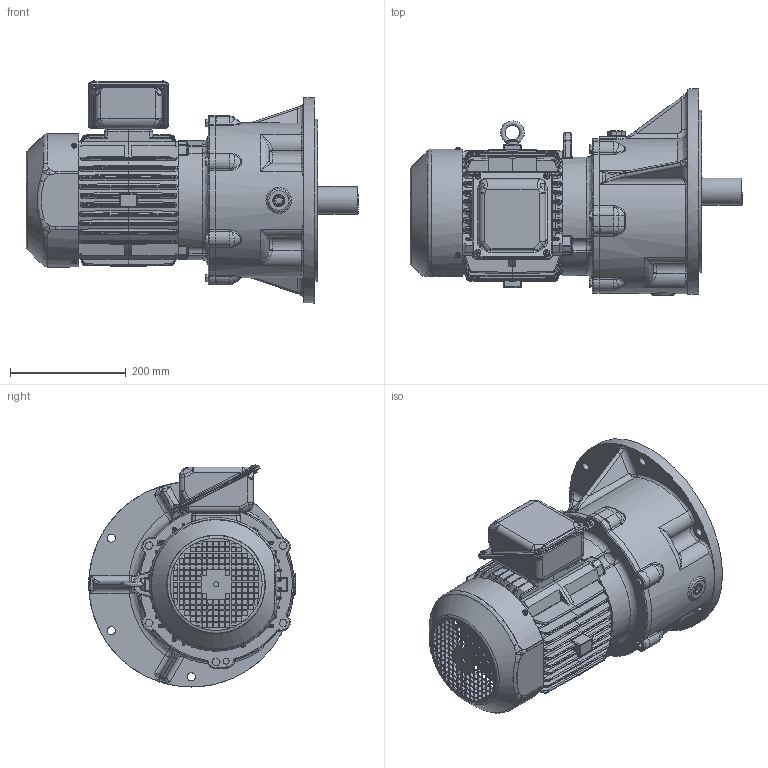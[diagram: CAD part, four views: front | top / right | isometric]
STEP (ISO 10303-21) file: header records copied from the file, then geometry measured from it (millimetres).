
FILE_DESCRIPTION (( 'STEP AP214' ), '1' );
FILE_NAME ('EK2DO07134H001_RPV_3.7KW.R40.stp', '2022-06-23T07:52:25', ( 'Windows 餌辨濠' ), ( '' ), 'SwSTEP 2.0', 'SolidWorks 2021', '' );
FILE_SCHEMA (( 'AUTOMOTIVE_DESIGN' ));
Length unit declared in the file: millimetre
Products named in the file (1): EK2DO07134H001_RPV_3.7KW.R40
Bounding box: 574 x 357.18 x 383.92 mm (x, y, z)
Volume: 20840873.9 mm3; surface area: 1300581.7 mm2
Topology: 26 solids, 26 shells, 3772 faces, 9935 edges, 6254 vertices
Faces by surface type: cylinder 1383, plane 1381, bspline 880, cone 128
Full cylindrical faces by diameter (mm): 1.5 x1, 2.6 x4, 4.917 x4, 5 x7, 6 x4, 6.647 x12, 7 x12, 7.7 x1, 8 x14, 8.376 x1, 9 x10, 10 x3, 10.5 x4, 11.6 x6, 14 x6, 14.95 x2, 18 x2, 20 x1, 22 x1, 26 x1, 42 x1, 48 x1, 50 x1, 54.8 x1, 68 x1, 72 x2, 198 x2, 280 x1, 355 x1
Entity records: 169629 total; most frequent: CARTESIAN_POINT 82344, ORIENTED_EDGE 19292, DIRECTION 16047, EDGE_CURVE 9646, VERTEX_POINT 6187, AXIS2_PLACEMENT_3D 5680, LINE 4687, VECTOR 4687
